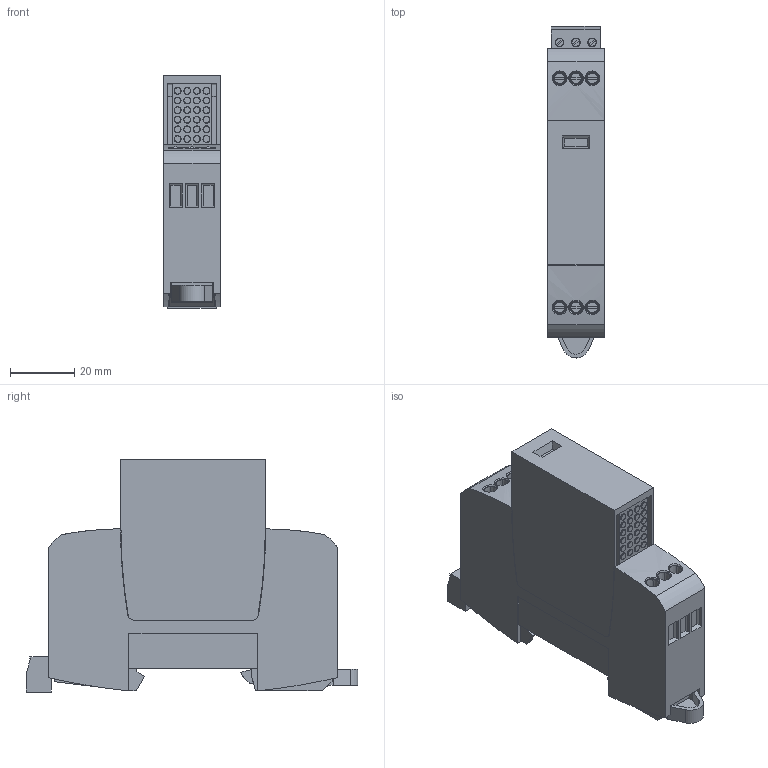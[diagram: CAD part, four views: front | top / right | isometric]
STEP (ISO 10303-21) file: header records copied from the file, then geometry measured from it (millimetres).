
FILE_DESCRIPTION((''),'2;1');
FILE_NAME('CAD-7062_SW0001','2020-09-07T10:23:51',('creinig-se'),(''),'CREO PARAMETRIC BY PTC INC, 2019292','CREO PARAMETRIC BY PTC INC, 2019292','');
FILE_SCHEMA(('CONFIG_CONTROL_DESIGN','SHAPE_APPEARANCE_LAYERS_GROUPS'));
Length unit declared in the file: millimetre
Products named in the file (1): CAD-7062_SW0001
Bounding box: 17.5 x 103.5 x 72.4 mm (x, y, z)
Volume: 89518 mm3; surface area: 21569.7 mm2
Topology: 1 solids, 1 shells, 516 faces, 1606 edges, 1182 vertices
Faces by surface type: plane 342, cone 132, cylinder 41, extrusion 1
Entity records: 23368 total; most frequent: CARTESIAN_POINT 4566, ORIENTED_EDGE 3206, DIRECTION 3069, EDGE_CURVE 1603, VERTEX_POINT 1176, AXIS2_PLACEMENT_3D 1115, VECTOR 839, LINE 838
